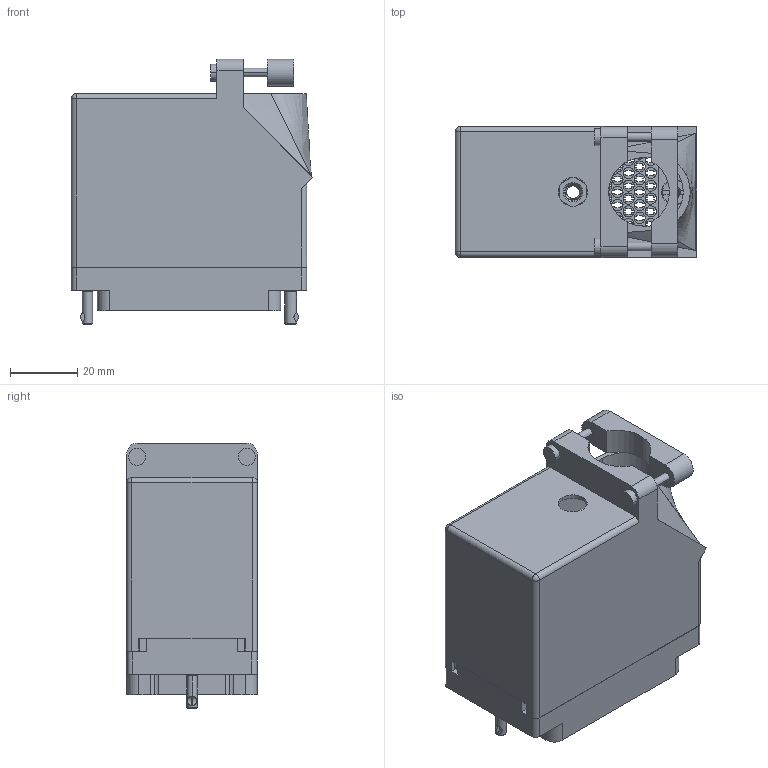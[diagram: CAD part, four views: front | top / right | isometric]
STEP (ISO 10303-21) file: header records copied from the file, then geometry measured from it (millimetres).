
FILE_DESCRIPTION (( 'STEP AP203' ), '1' );
FILE_NAME ('516-120-000-112.STEP', '2020-03-11T00:56:24', ( '' ), ( '' ), 'SwSTEP 2.0', 'SolidWorks 2016', '' );
FILE_SCHEMA (( 'CONFIG_CONTROL_DESIGN' ));
Length unit declared in the file: inch
Products named in the file (7): 516-252-095-100; 516-230-001_Plastic - 120 Top Entry; 516-120-000-112; 516-222-090-102_091; 516 Plug Insulator_120; 516-252-091-102; 516-222-090-102_090
Assembly tree (7 placements, depth 2):
  516-120-000-112
    516 Plug Insulator_120
    516-230-001_Plastic - 120 Top Entry
    516-252-091-102  x2
    516-222-090-102_090
    516-252-095-100
    516-222-090-102_091
Bounding box: 71.77 x 38.86 x 78.82 mm (x, y, z)
Volume: 43020.6 mm3; surface area: 55880.3 mm2
Topology: 7 solids, 7 shells, 2674 faces, 7847 edges, 5209 vertices
Faces by surface type: plane 1891, cylinder 692, cone 46, bspline 39, torus 4, sphere 2
Entity records: 96446 total; most frequent: CARTESIAN_POINT 23533, ORIENTED_EDGE 15534, DIRECTION 14649, EDGE_CURVE 7767, VECTOR 5709, LINE 5709, VERTEX_POINT 5157, AXIS2_PLACEMENT_3D 4470
